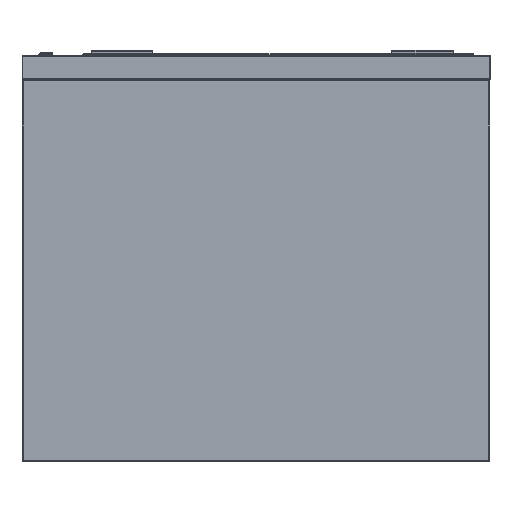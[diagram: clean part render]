
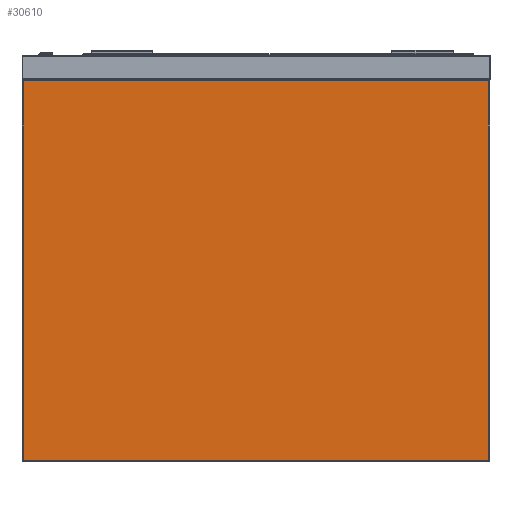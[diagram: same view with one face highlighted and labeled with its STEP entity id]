
A CAD part, left-side view. The second image highlights one B-rep face of the part: STEP entity #30610.
In plain terms, the highlighted planar face has unit normal (-1, 0, 0).
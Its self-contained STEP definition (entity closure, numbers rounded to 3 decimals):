
#1743 = EDGE_LOOP ( 'NONE', ( #10240, #14845, #19340, #23456 ) ) ;
#2312 = CARTESIAN_POINT ( 'NONE',  ( -660., -378., -42. ) ) ;
#3362 = CARTESIAN_POINT ( 'NONE',  ( -660., 378., -42. ) ) ;
#4857 = VECTOR ( 'NONE', #27389, 1000. ) ;
#5050 = LINE ( 'NONE', #33803, #19354 ) ;
#6050 = CARTESIAN_POINT ( 'NONE',  ( -660., -378., -658. ) ) ;
#6367 = VECTOR ( 'NONE', #34907, 1000. ) ;
#6907 = EDGE_CURVE ( 'NONE', #28179, #36546, #5050, .T. ) ;
#7947 = VERTEX_POINT ( 'NONE', #8651 ) ;
#8484 = AXIS2_PLACEMENT_3D ( 'NONE', #30698, #30889, #22260 ) ;
#8651 = CARTESIAN_POINT ( 'NONE',  ( -660., 378., -658. ) ) ;
#10240 = ORIENTED_EDGE ( 'NONE', *, *, #6907, .T. ) ;
#10449 = EDGE_CURVE ( 'NONE', #7947, #28179, #17880, .T. ) ;
#11048 = FACE_OUTER_BOUND ( 'NONE', #1743, .T. ) ;
#11804 = VERTEX_POINT ( 'NONE', #3362 ) ;
#14845 = ORIENTED_EDGE ( 'NONE', *, *, #31404, .T. ) ;
#15984 = CARTESIAN_POINT ( 'NONE',  ( -660., 378., -660. ) ) ;
#16789 = DIRECTION ( 'NONE',  ( 0., 0., 1. ) ) ;
#17880 = LINE ( 'NONE', #34538, #6367 ) ;
#18075 = VECTOR ( 'NONE', #28342, 1000. ) ;
#19340 = ORIENTED_EDGE ( 'NONE', *, *, #29197, .T. ) ;
#19354 = VECTOR ( 'NONE', #16789, 1000. ) ;
#22081 = PLANE ( 'NONE',  #8484 ) ;
#22147 = LINE ( 'NONE', #15984, #4857 ) ;
#22260 = DIRECTION ( 'NONE',  ( 0., 0., 1. ) ) ;
#23456 = ORIENTED_EDGE ( 'NONE', *, *, #10449, .T. ) ;
#27389 = DIRECTION ( 'NONE',  ( 0., 0., -1. ) ) ;
#28179 = VERTEX_POINT ( 'NONE', #6050 ) ;
#28342 = DIRECTION ( 'NONE',  ( 0., 1., 0. ) ) ;
#28700 = LINE ( 'NONE', #28879, #18075 ) ;
#28879 = CARTESIAN_POINT ( 'NONE',  ( -660., 380., -42. ) ) ;
#29197 = EDGE_CURVE ( 'NONE', #11804, #7947, #22147, .T. ) ;
#30610 = ADVANCED_FACE ( 'Fl�che7', ( #11048 ), #22081, .T. ) ;
#30698 = CARTESIAN_POINT ( 'NONE',  ( -660., -380., -660. ) ) ;
#30889 = DIRECTION ( 'NONE',  ( -1., 0., 0. ) ) ;
#31404 = EDGE_CURVE ( 'NONE', #36546, #11804, #28700, .T. ) ;
#33803 = CARTESIAN_POINT ( 'NONE',  ( -660., -378., -660. ) ) ;
#34538 = CARTESIAN_POINT ( 'NONE',  ( -660., -380., -658. ) ) ;
#34907 = DIRECTION ( 'NONE',  ( 0., -1., 0. ) ) ;
#36546 = VERTEX_POINT ( 'NONE', #2312 ) ;
